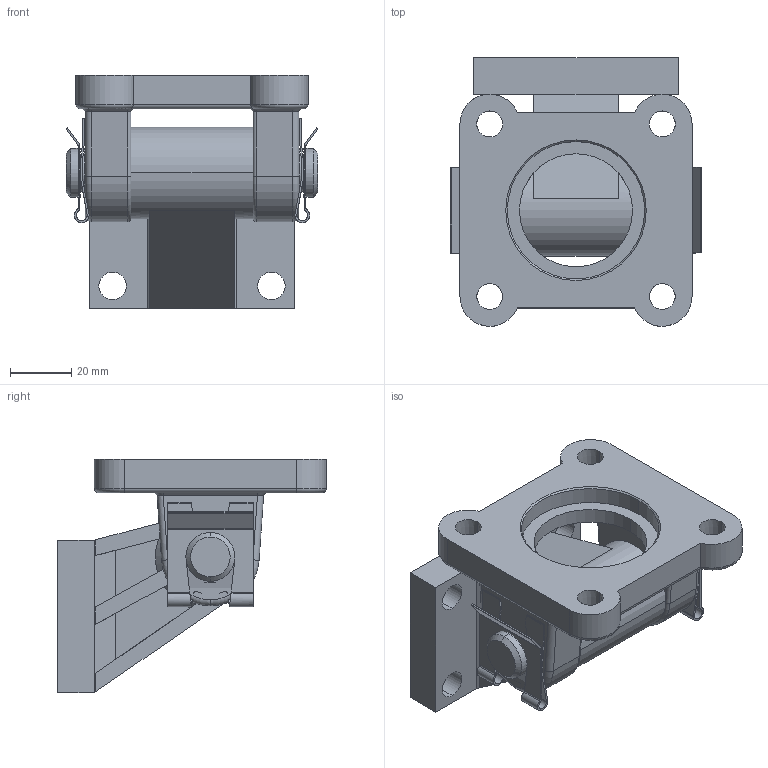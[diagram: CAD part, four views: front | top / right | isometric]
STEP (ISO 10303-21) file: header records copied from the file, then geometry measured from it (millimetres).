
FILE_DESCRIPTION (( 'STEP AP214' ), '1' );
FILE_NAME ('63 EYB.STEP', '2013-12-16T07:51:20', ( '' ), ( '' ), 'SwSTEP 2.0', 'SolidWorks 2010', '' );
FILE_SCHEMA (( 'AUTOMOTIVE_DESIGN' ));
Length unit declared in the file: millimetre
Products named in the file (5): 63  EYB; 63  KLÝPS; ÇAP 63 YER BAÐ. (CFM); 63  SWIVEL  FLANGE; 63  EB  P軲輄Varsay齦an
Assembly tree (5 placements, depth 2):
  63  EYB
    63  EB  P軲輄Varsay齦an
    ÇAP 63 YER BAÐ. (CFM)
    63  KLÝPS  x2
    63  SWIVEL  FLANGE
Bounding box: 82.5 x 88 x 76.5 mm (x, y, z)
Volume: 168524.1 mm3; surface area: 50976.2 mm2
Topology: 5 solids, 5 shells, 282 faces, 760 edges, 491 vertices
Faces by surface type: plane 138, cylinder 103, cone 23, torus 10, bspline 8
Entity records: 7055 total; most frequent: CARTESIAN_POINT 1543, ORIENTED_EDGE 1124, DIRECTION 1103, EDGE_CURVE 562, AXIS2_PLACEMENT_3D 395, VERTEX_POINT 359, VECTOR 313, LINE 313
